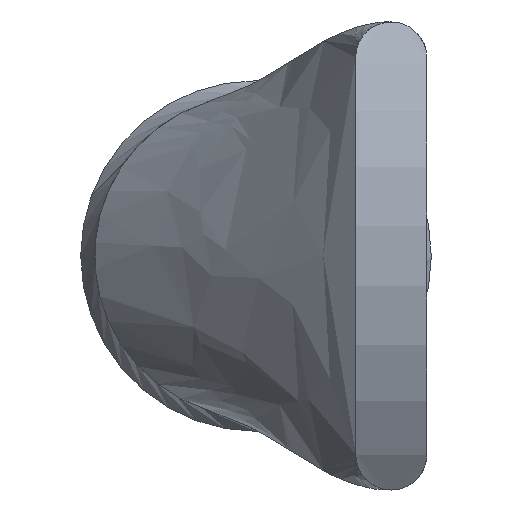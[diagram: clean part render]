
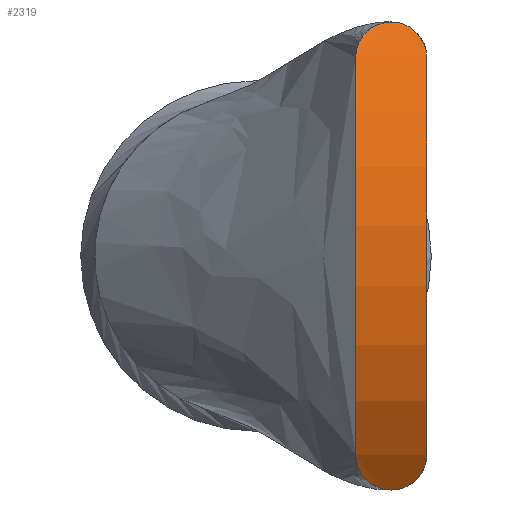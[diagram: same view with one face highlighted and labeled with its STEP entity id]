
A CAD part, left-side view. The second image highlights one B-rep face of the part: STEP entity #2319.
In plain terms, the highlighted cylindrical face has radius 13.644 mm (diameter 27.289 mm), a partial arc.
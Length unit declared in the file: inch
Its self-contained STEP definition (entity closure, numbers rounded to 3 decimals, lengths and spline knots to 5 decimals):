
#133 = DIRECTION ( 'NONE',  ( 0., 0., -1. ) ) ;
#201 = AXIS2_PLACEMENT_3D ( 'NONE', #4224, #3570, #2620 ) ;
#216 = CARTESIAN_POINT ( 'NONE',  ( -0.33125, 0.05, 0.28 ) ) ;
#221 = CARTESIAN_POINT ( 'NONE',  ( -0.32362, 0.0486, -0.29215 ) ) ;
#252 = CARTESIAN_POINT ( 'NONE',  ( -0.33125, 0.05, -0.28 ) ) ;
#276 = CARTESIAN_POINT ( 'NONE',  ( -0.29669, 0., -0.33 ) ) ;
#312 = VERTEX_POINT ( 'NONE', #252 ) ;
#423 = CARTESIAN_POINT ( 'NONE',  ( -0.29669, -0.00368, 0.32999 ) ) ;
#447 = CARTESIAN_POINT ( 'NONE',  ( -0.29823, -0.01444, 0.32801 ) ) ;
#517 = DIRECTION ( 'NONE',  ( 0., -1., 0. ) ) ;
#525 = CARTESIAN_POINT ( 'NONE',  ( -0.29669, 0., -0.33 ) ) ;
#561 = CARTESIAN_POINT ( 'NONE',  ( -0.29817, 0.01414, 0.32809 ) ) ;
#568 = CARTESIAN_POINT ( 'NONE',  ( 0.12718, 0.05, 0. ) ) ;
#629 = CARTESIAN_POINT ( 'NONE',  ( -0.33125, 0.05, 0.28 ) ) ;
#644 = CARTESIAN_POINT ( 'NONE',  ( -0.32172, 0.04778, -0.29506 ) ) ;
#755 = VERTEX_POINT ( 'NONE', #3364 ) ;
#756 = CIRCLE ( 'NONE', #1954, 0.53718 ) ;
#772 = CARTESIAN_POINT ( 'NONE',  ( -0.30539, 0.03246, 0.31856 ) ) ;
#786 = ORIENTED_EDGE ( 'NONE', *, *, #2785, .T. ) ;
#866 = CARTESIAN_POINT ( 'NONE',  ( -0.29668, 0.00351, 0.33001 ) ) ;
#871 = CARTESIAN_POINT ( 'NONE',  ( -0.29822, 0.01437, -0.32803 ) ) ;
#893 = CARTESIAN_POINT ( 'NONE',  ( -0.33125, -0.05, 0.28 ) ) ;
#904 = CARTESIAN_POINT ( 'NONE',  ( -0.29818, -0.01421, -0.32807 ) ) ;
#942 = CARTESIAN_POINT ( 'NONE',  ( -0.297, 0.00729, -0.3296 ) ) ;
#965 = CYLINDRICAL_SURFACE ( 'NONE', #1242, 0.53718 ) ;
#967 = B_SPLINE_CURVE_WITH_KNOTS ( 'NONE', 3,
 ( #3615, #2951, #4312, #221, #644, #3914, #4288, #1935, #3637, #2570, #1539, #2242, #1295, #3286, #871, #942, #2314, #2264 ),
 .UNSPECIFIED., .F., .F.,
 ( 4, 2, 2, 2, 2, 2, 2, 2, 4 ),
 ( 0., 0.06256, 0.12512, 0.18769, 0.25025, 0.31281, 0.37537, 0.43793, 0.50049 ),
 .UNSPECIFIED. ) ;
#991 = ORIENTED_EDGE ( 'NONE', *, *, #3831, .T. ) ;
#994 = CARTESIAN_POINT ( 'NONE',  ( -0.31788, -0.04556, 0.30082 ) ) ;
#1001 = ORIENTED_EDGE ( 'NONE', *, *, #2136, .T. ) ;
#1180 = CARTESIAN_POINT ( 'NONE',  ( -0.31595, 0.04444, 0.30371 ) ) ;
#1219 = CARTESIAN_POINT ( 'NONE',  ( -0.30133, -0.02409, 0.32395 ) ) ;
#1242 = AXIS2_PLACEMENT_3D ( 'NONE', #568, #3243, #1558 ) ;
#1295 = CARTESIAN_POINT ( 'NONE',  ( -0.30131, 0.02404, -0.32398 ) ) ;
#1307 = CARTESIAN_POINT ( 'NONE',  ( -0.31217, -0.04112, -0.30915 ) ) ;
#1326 = CARTESIAN_POINT ( 'NONE',  ( -0.32745, -0.04971, 0.28617 ) ) ;
#1539 = CARTESIAN_POINT ( 'NONE',  ( -0.30553, 0.03229, -0.31832 ) ) ;
#1558 = DIRECTION ( 'NONE',  ( 0., 0., -1. ) ) ;
#1582 = FACE_OUTER_BOUND ( 'NONE', #2193, .T. ) ;
#1639 = CARTESIAN_POINT ( 'NONE',  ( -0.3236, -0.04886, -0.29225 ) ) ;
#1656 = CARTESIAN_POINT ( 'NONE',  ( -0.32937, -0.05, 0.28309 ) ) ;
#1759 = ORIENTED_EDGE ( 'NONE', *, *, #3237, .T. ) ;
#1789 = CARTESIAN_POINT ( 'NONE',  ( -0.32747, 0.05, 0.28619 ) ) ;
#1893 = B_SPLINE_CURVE_WITH_KNOTS ( 'NONE', 3,
 ( #1989, #1656, #1326, #2671, #4013, #994, #2781, #2861, #2195, #2444, #3586, #3471, #1219, #2565, #447, #2422, #423, #866, #2237, #561, #3216, #2545, #772, #3545, #1180, #3794, #1789, #216 ),
 .UNSPECIFIED., .F., .F.,
 ( 4, 2, 2, 2, 2, 2, 2, 2, 2, 2, 2, 2, 2, 4 ),
 ( 0., 0.0625, 0.125, 0.1875, 0.25, 0.3125, 0.375, 0.4375, 0.5, 0.5625, 0.625, 0.75, 0.875, 1. ),
 .UNSPECIFIED. ) ;
#1935 = CARTESIAN_POINT ( 'NONE',  ( -0.31229, 0.0409, -0.30893 ) ) ;
#1947 = CARTESIAN_POINT ( 'NONE',  ( -0.297, -0.00725, -0.3296 ) ) ;
#1954 = AXIS2_PLACEMENT_3D ( 'NONE', #2390, #517, #133 ) ;
#1989 = CARTESIAN_POINT ( 'NONE',  ( -0.33125, -0.05, 0.28 ) ) ;
#2057 = VERTEX_POINT ( 'NONE', #893 ) ;
#2110 = B_SPLINE_CURVE_WITH_KNOTS ( 'NONE', 3,
 ( #276, #4275, #1947, #904, #4233, #3256, #2326, #1307, #2608, #1639, #3626, #2895 ),
 .UNSPECIFIED., .F., .F.,
 ( 4, 2, 2, 2, 2, 4 ),
 ( 0.50049, 0.56293, 0.62537, 0.75025, 0.87512, 1. ),
 .UNSPECIFIED. ) ;
#2136 = EDGE_CURVE ( 'NONE', #312, #4217, #967, .T. ) ;
#2193 = EDGE_LOOP ( 'NONE', ( #786, #1001, #1759, #3437, #991 ) ) ;
#2195 = CARTESIAN_POINT ( 'NONE',  ( -0.31058, -0.03908, 0.31135 ) ) ;
#2221 = EDGE_CURVE ( 'NONE', #2057, #755, #3441, .T. ) ;
#2237 = CARTESIAN_POINT ( 'NONE',  ( -0.29699, 0.00717, 0.32961 ) ) ;
#2242 = CARTESIAN_POINT ( 'NONE',  ( -0.30259, 0.02689, -0.32229 ) ) ;
#2264 = CARTESIAN_POINT ( 'NONE',  ( -0.29669, 0., -0.33 ) ) ;
#2314 = CARTESIAN_POINT ( 'NONE',  ( -0.29669, 0.0036, -0.33 ) ) ;
#2319 = ADVANCED_FACE ( 'NONE', ( #1582 ), #965, .T. ) ;
#2326 = CARTESIAN_POINT ( 'NONE',  ( -0.30541, -0.03249, -0.31853 ) ) ;
#2390 = CARTESIAN_POINT ( 'NONE',  ( 0.12718, 0.05, 0. ) ) ;
#2422 = CARTESIAN_POINT ( 'NONE',  ( -0.29701, -0.00737, 0.32959 ) ) ;
#2444 = CARTESIAN_POINT ( 'NONE',  ( -0.30714, -0.03472, 0.31613 ) ) ;
#2545 = CARTESIAN_POINT ( 'NONE',  ( -0.3023, 0.02693, 0.32268 ) ) ;
#2565 = CARTESIAN_POINT ( 'NONE',  ( -0.29909, -0.01771, 0.32689 ) ) ;
#2570 = CARTESIAN_POINT ( 'NONE',  ( -0.30712, 0.03469, -0.31616 ) ) ;
#2608 = CARTESIAN_POINT ( 'NONE',  ( -0.31597, -0.04446, -0.30369 ) ) ;
#2620 = DIRECTION ( 'NONE',  ( 0., 0., -1. ) ) ;
#2671 = CARTESIAN_POINT ( 'NONE',  ( -0.32363, -0.0486, 0.29214 ) ) ;
#2781 = CARTESIAN_POINT ( 'NONE',  ( -0.31599, -0.04419, 0.3036 ) ) ;
#2785 = EDGE_CURVE ( 'NONE', #3351, #312, #756, .T. ) ;
#2861 = CARTESIAN_POINT ( 'NONE',  ( -0.31231, -0.04092, 0.3089 ) ) ;
#2895 = CARTESIAN_POINT ( 'NONE',  ( -0.33125, -0.05, -0.28 ) ) ;
#2951 = CARTESIAN_POINT ( 'NONE',  ( -0.32937, 0.05, -0.28309 ) ) ;
#3216 = CARTESIAN_POINT ( 'NONE',  ( -0.29906, 0.01758, 0.32693 ) ) ;
#3237 = EDGE_CURVE ( 'NONE', #4217, #755, #2110, .T. ) ;
#3243 = DIRECTION ( 'NONE',  ( 0., -1., 0. ) ) ;
#3256 = CARTESIAN_POINT ( 'NONE',  ( -0.30232, -0.02697, -0.32265 ) ) ;
#3286 = CARTESIAN_POINT ( 'NONE',  ( -0.29908, 0.01765, -0.32691 ) ) ;
#3351 = VERTEX_POINT ( 'NONE', #629 ) ;
#3364 = CARTESIAN_POINT ( 'NONE',  ( -0.33125, -0.05, -0.28 ) ) ;
#3437 = ORIENTED_EDGE ( 'NONE', *, *, #2221, .F. ) ;
#3441 = CIRCLE ( 'NONE', #201, 0.53718 ) ;
#3471 = CARTESIAN_POINT ( 'NONE',  ( -0.30261, -0.02693, 0.32226 ) ) ;
#3545 = CARTESIAN_POINT ( 'NONE',  ( -0.31215, 0.04111, 0.30917 ) ) ;
#3570 = DIRECTION ( 'NONE',  ( 0., -1., 0. ) ) ;
#3586 = CARTESIAN_POINT ( 'NONE',  ( -0.30555, -0.03233, 0.31829 ) ) ;
#3615 = CARTESIAN_POINT ( 'NONE',  ( -0.33125, 0.05, -0.28 ) ) ;
#3626 = CARTESIAN_POINT ( 'NONE',  ( -0.32748, -0.05, -0.28618 ) ) ;
#3637 = CARTESIAN_POINT ( 'NONE',  ( -0.31056, 0.03906, -0.31138 ) ) ;
#3794 = CARTESIAN_POINT ( 'NONE',  ( -0.32359, 0.04886, 0.29226 ) ) ;
#3831 = EDGE_CURVE ( 'NONE', #2057, #3351, #1893, .T. ) ;
#3914 = CARTESIAN_POINT ( 'NONE',  ( -0.31787, 0.04555, -0.30084 ) ) ;
#4013 = CARTESIAN_POINT ( 'NONE',  ( -0.32173, -0.04778, 0.29505 ) ) ;
#4217 = VERTEX_POINT ( 'NONE', #525 ) ;
#4224 = CARTESIAN_POINT ( 'NONE',  ( 0.12718, -0.05, 0. ) ) ;
#4233 = CARTESIAN_POINT ( 'NONE',  ( -0.29908, -0.01764, -0.32691 ) ) ;
#4275 = CARTESIAN_POINT ( 'NONE',  ( -0.29669, -0.0036, -0.33 ) ) ;
#4288 = CARTESIAN_POINT ( 'NONE',  ( -0.31598, 0.04418, -0.30362 ) ) ;
#4312 = CARTESIAN_POINT ( 'NONE',  ( -0.32744, 0.04971, -0.28617 ) ) ;
